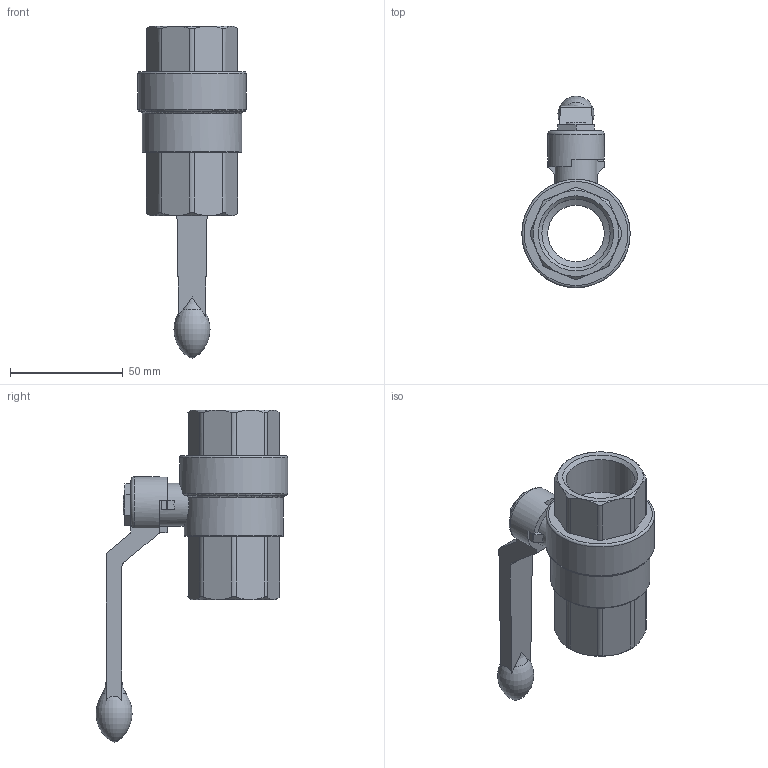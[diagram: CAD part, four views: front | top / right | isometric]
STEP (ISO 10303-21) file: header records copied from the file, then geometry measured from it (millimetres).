
FILE_DESCRIPTION(/* description */ ('STEP AP214'),/* implementation_level */ '2;1');
FILE_NAME(/* name */ '4405689_VZBM-1-RP-40-D-2-M-B2B3',/* time_stamp */ '2024-09-18T02:39:19+02:00',/* author */ ('License CC BY-ND 4.0'),/* organization */ ('CADENAS'),/* preprocessor_version */ 'ST-DEVELOPER v19.3',/* originating_system */ 'PARTsolutions',/* authorisation */ ' ');
FILE_SCHEMA (('AUTOMOTIVE_DESIGN {1 0 10303 214 3 1 1}'));
Length unit declared in the file: millimetre
Products named in the file (1): 4405689 VZBM-1-RP-40-D-2-M-B2B3
Bounding box: 48 x 84.98 x 147 mm (x, y, z)
Volume: 87175 mm3; surface area: 27030.2 mm2
Topology: 1 solids, 1 shells, 125 faces, 317 edges, 200 vertices
Faces by surface type: plane 54, cone 33, cylinder 28, torus 9, sphere 1
Full cylindrical faces by diameter (mm): 19 x2, 25 x1, 30.291 x2, 44 x1, 48 x1
Entity records: 3750 total; most frequent: CARTESIAN_POINT 934, ORIENTED_EDGE 584, DIRECTION 544, EDGE_CURVE 292, AXIS2_PLACEMENT_3D 216, VERTEX_POINT 192, EDGE_LOOP 150, FACE_BOUND 150
